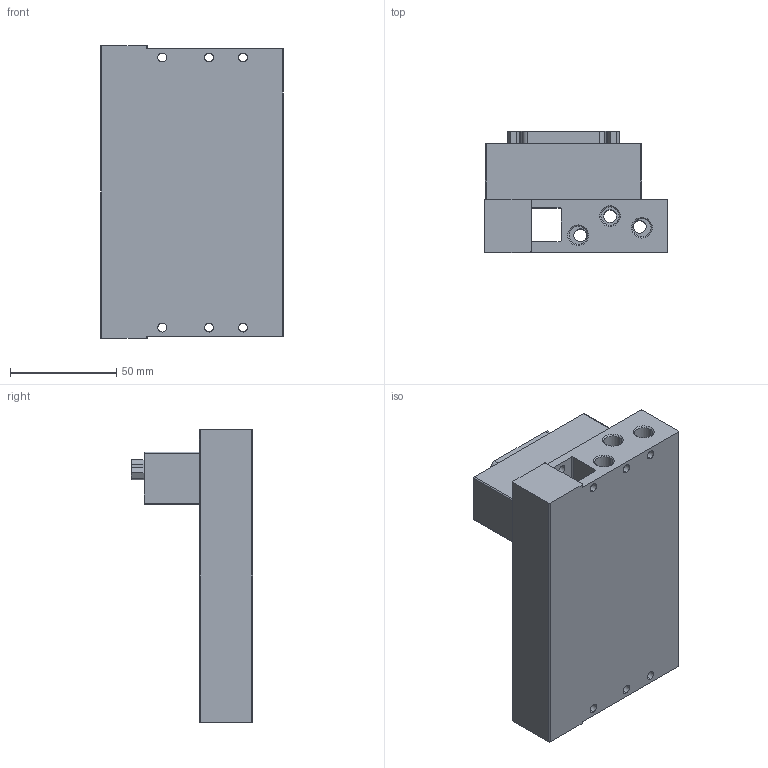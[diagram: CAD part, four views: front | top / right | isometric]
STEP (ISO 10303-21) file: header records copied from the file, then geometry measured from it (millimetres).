
FILE_DESCRIPTION (( 'STEP AP203' ), '1' );
FILE_NAME ('S1V-8F.STEP', '2022-08-02T06:58:14', ( '' ), ( '' ), 'SwSTEP 2.0', 'SolidWorks 2022', '' );
FILE_SCHEMA (( 'CONFIG_CONTROL_DESIGN' ));
Length unit declared in the file: millimetre
Products named in the file (1): S1V-8F
Bounding box: 86 x 56.9 x 137.5 mm (x, y, z)
Volume: 294322.7 mm3; surface area: 58422.6 mm2
Topology: 1 solids, 1 shells, 287 faces, 680 edges, 446 vertices
Faces by surface type: cylinder 144, plane 91, cone 52
Entity records: 8557 total; most frequent: DIRECTION 1630, CARTESIAN_POINT 1414, ORIENTED_EDGE 1360, EDGE_CURVE 680, AXIS2_PLACEMENT_3D 662, VERTEX_POINT 446, CIRCLE 374, EDGE_LOOP 362
